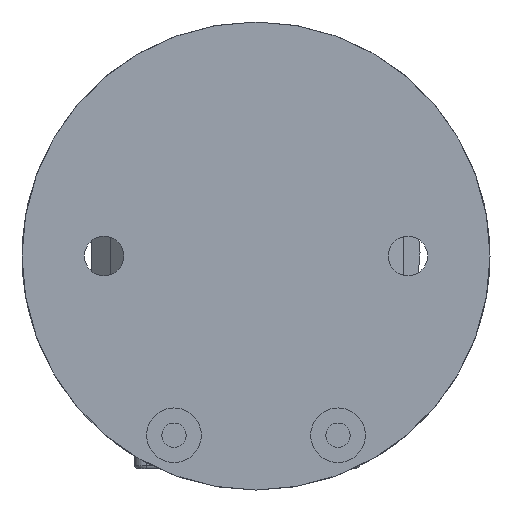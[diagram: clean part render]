
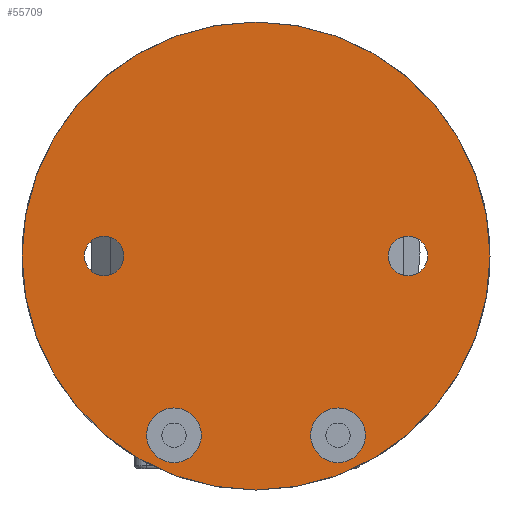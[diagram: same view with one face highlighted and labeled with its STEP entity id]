
A CAD part, front view. The second image highlights one B-rep face of the part: STEP entity #55709.
In plain terms, the highlighted face is planar.
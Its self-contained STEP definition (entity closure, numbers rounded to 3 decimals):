
#54767=CARTESIAN_POINT('',(0.,0.,-55.));
#54768=DIRECTION('',(0.,0.,-1.));
#54769=DIRECTION('',(1.,0.,0.));
#54770=AXIS2_PLACEMENT_3D('',#54767,#54768,#54769);
#54772=CARTESIAN_POINT('',(0.,0.,-55.));
#54773=DIRECTION('',(0.,0.,-1.));
#54774=DIRECTION('',(-1.,0.,0.));
#54775=AXIS2_PLACEMENT_3D('',#54772,#54773,#54774);
#54777=CARTESIAN_POINT('',(0.,-25.,-55.));
#54778=DIRECTION('',(0.,0.,-1.));
#54779=DIRECTION('',(0.,1.,0.));
#54780=AXIS2_PLACEMENT_3D('',#54777,#54778,#54779);
#54782=CARTESIAN_POINT('',(0.,-25.,-55.));
#54783=DIRECTION('',(0.,0.,-1.));
#54784=DIRECTION('',(0.,-1.,0.));
#54785=AXIS2_PLACEMENT_3D('',#54782,#54783,#54784);
#54787=CARTESIAN_POINT('',(0.,25.,-55.));
#54788=DIRECTION('',(0.,0.,-1.));
#54789=DIRECTION('',(0.,1.,0.));
#54790=AXIS2_PLACEMENT_3D('',#54787,#54788,#54789);
#54792=CARTESIAN_POINT('',(0.,25.,-55.));
#54793=DIRECTION('',(0.,0.,-1.));
#54794=DIRECTION('',(0.,-1.,0.));
#54795=AXIS2_PLACEMENT_3D('',#54792,#54793,#54794);
#54797=CARTESIAN_POINT('',(29.5,13.5,-55.));
#54798=DIRECTION('',(0.,0.,-1.));
#54799=DIRECTION('',(0.,-1.,0.));
#54800=AXIS2_PLACEMENT_3D('',#54797,#54798,#54799);
#54802=CARTESIAN_POINT('',(29.5,13.5,-55.));
#54803=DIRECTION('',(0.,0.,-1.));
#54804=DIRECTION('',(0.,1.,0.));
#54805=AXIS2_PLACEMENT_3D('',#54802,#54803,#54804);
#54807=CARTESIAN_POINT('',(29.5,-13.5,-55.));
#54808=DIRECTION('',(0.,0.,-1.));
#54809=DIRECTION('',(0.,-1.,0.));
#54810=AXIS2_PLACEMENT_3D('',#54807,#54808,#54809);
#54812=CARTESIAN_POINT('',(29.5,-13.5,-55.));
#54813=DIRECTION('',(0.,0.,-1.));
#54814=DIRECTION('',(0.,1.,0.));
#54815=AXIS2_PLACEMENT_3D('',#54812,#54813,#54814);
#55335=CARTESIAN_POINT('',(38.513,0.,-55.));
#55336=CARTESIAN_POINT('',(-38.513,0.,-55.));
#55337=VERTEX_POINT('',#55335);
#55338=VERTEX_POINT('',#55336);
#55359=CARTESIAN_POINT('',(0.,-21.75,-55.));
#55360=CARTESIAN_POINT('',(0.,-28.25,-55.));
#55361=VERTEX_POINT('',#55359);
#55362=VERTEX_POINT('',#55360);
#55363=CARTESIAN_POINT('',(0.,28.25,-55.));
#55364=CARTESIAN_POINT('',(0.,21.75,-55.));
#55365=VERTEX_POINT('',#55363);
#55366=VERTEX_POINT('',#55364);
#55447=CARTESIAN_POINT('',(29.5,9.,-55.));
#55448=CARTESIAN_POINT('',(29.5,18.,-55.));
#55449=VERTEX_POINT('',#55447);
#55450=VERTEX_POINT('',#55448);
#55451=CARTESIAN_POINT('',(29.5,-18.,-55.));
#55452=CARTESIAN_POINT('',(29.5,-9.,-55.));
#55453=VERTEX_POINT('',#55451);
#55454=VERTEX_POINT('',#55452);
#55676=CARTESIAN_POINT('',(-33.5,0.,-55.));
#55677=DIRECTION('',(0.,0.,-1.));
#55678=DIRECTION('',(1.,0.,0.));
#55679=AXIS2_PLACEMENT_3D('',#55676,#55677,#55678);
#55680=PLANE('',#55679);
#55681=ORIENTED_EDGE('',*,*,#55536,.F.);
#55683=ORIENTED_EDGE('',*,*,#55682,.F.);
#55684=EDGE_LOOP('',(#55681,#55683));
#55685=FACE_OUTER_BOUND('',#55684,.F.);
#55687=ORIENTED_EDGE('',*,*,#55686,.T.);
#55689=ORIENTED_EDGE('',*,*,#55688,.T.);
#55690=EDGE_LOOP('',(#55687,#55689));
#55691=FACE_BOUND('',#55690,.F.);
#55693=ORIENTED_EDGE('',*,*,#55692,.T.);
#55695=ORIENTED_EDGE('',*,*,#55694,.T.);
#55696=EDGE_LOOP('',(#55693,#55695));
#55697=FACE_BOUND('',#55696,.F.);
#55698=ORIENTED_EDGE('',*,*,#55666,.T.);
#55700=ORIENTED_EDGE('',*,*,#55699,.T.);
#55701=EDGE_LOOP('',(#55698,#55700));
#55702=FACE_BOUND('',#55701,.F.);
#55704=ORIENTED_EDGE('',*,*,#55703,.T.);
#55706=ORIENTED_EDGE('',*,*,#55705,.T.);
#55707=EDGE_LOOP('',(#55704,#55706));
#55708=FACE_BOUND('',#55707,.F.);
#55709=ADVANCED_FACE('',(#55685,#55691,#55697,#55702,#55708),#55680,.T.);
#54771=CIRCLE('',#54770,38.513);
#54776=CIRCLE('',#54775,38.513);
#54781=CIRCLE('',#54780,3.25);
#54786=CIRCLE('',#54785,3.25);
#54791=CIRCLE('',#54790,3.25);
#54796=CIRCLE('',#54795,3.25);
#54801=CIRCLE('',#54800,4.5);
#54806=CIRCLE('',#54805,4.5);
#54811=CIRCLE('',#54810,4.5);
#54816=CIRCLE('',#54815,4.5);
#55536=EDGE_CURVE('',#55337,#55338,#54771,.T.);
#55666=EDGE_CURVE('',#55449,#55450,#54801,.T.);
#55682=EDGE_CURVE('',#55338,#55337,#54776,.T.);
#55686=EDGE_CURVE('',#55361,#55362,#54781,.T.);
#55688=EDGE_CURVE('',#55362,#55361,#54786,.T.);
#55692=EDGE_CURVE('',#55365,#55366,#54791,.T.);
#55694=EDGE_CURVE('',#55366,#55365,#54796,.T.);
#55699=EDGE_CURVE('',#55450,#55449,#54806,.T.);
#55703=EDGE_CURVE('',#55453,#55454,#54811,.T.);
#55705=EDGE_CURVE('',#55454,#55453,#54816,.T.);
